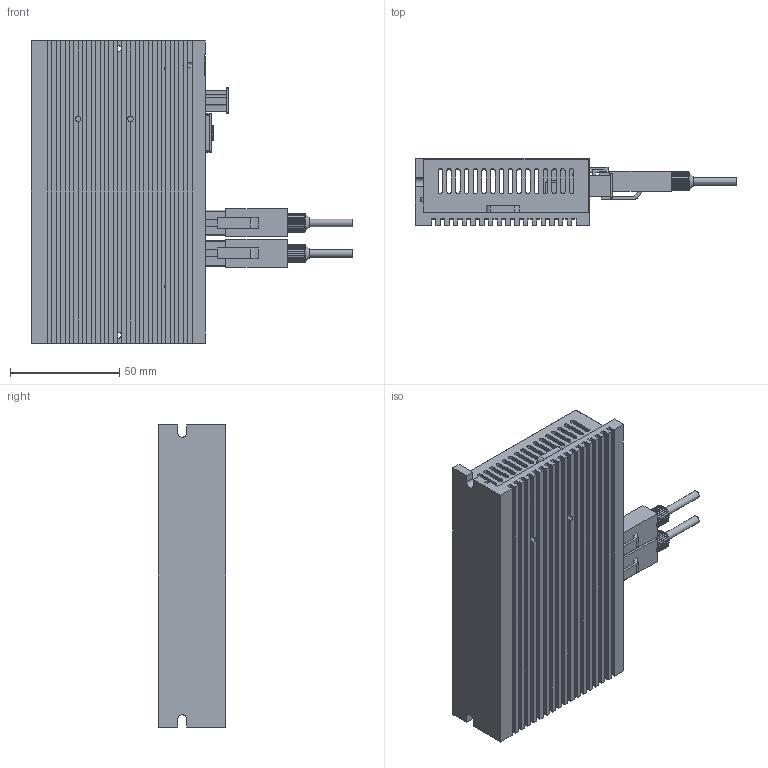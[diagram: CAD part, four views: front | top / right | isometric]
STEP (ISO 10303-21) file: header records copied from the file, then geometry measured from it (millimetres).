
FILE_DESCRIPTION (( 'STEP AP214' ), '1' );
FILE_NAME ('SSDC-ECX-H.STEP', '2020-05-12T04:53:17', ( '' ), ( '' ), 'SwSTEP 2.0', 'SolidWorks 2015', '' );
FILE_SCHEMA (( 'AUTOMOTIVE_DESIGN' ));
Length unit declared in the file: millimetre
Products named in the file (16): RJ45厙盄.1; 5016461600.1; 039013048.1; 网口不带弹片lpj26204b171nl.1; 4713101002769-A1_9.17.1.1.1; 3698201101636.A11.1.1.1; 4219122000881.A11.1.1.1; SSDC-ECX-H
Assembly tree (8 placements, depth 2):
  RJ45厙盄.1
  RJ45厙盄.1
  5016461600.1
  039013048.1
  网口不带弹片lpj26204b171nl.1
Bounding box: 146.98 x 30.8 x 138 mm (x, y, z)
Volume: 106261.8 mm3; surface area: 118986.9 mm2
Topology: 23 solids, 105 shells, 3507 faces, 10553 edges, 7192 vertices
Faces by surface type: plane 2518, cylinder 733, bspline 188, cone 66, sphere 2
Full cylindrical faces by diameter (mm): 0.45 x20, 0.7 x5, 0.9 x10, 1 x42, 1.1 x16, 1.2 x19, 1.5 x9, 1.6 x2, 1.65 x3, 2 x4, 2.5 x7, 3 x1, 3.2 x10, 3.25 x2, 3.3 x2, 3.481 x2, 3.5 x2, 5 x2
Entity records: 120869 total; most frequent: CARTESIAN_POINT 23685, ORIENTED_EDGE 16023, DIRECTION 15445, EDGE_CURVE 8811, LINE 6861, VECTOR 6861, VERTEX_POINT 6179, AXIS2_PLACEMENT_3D 4292
